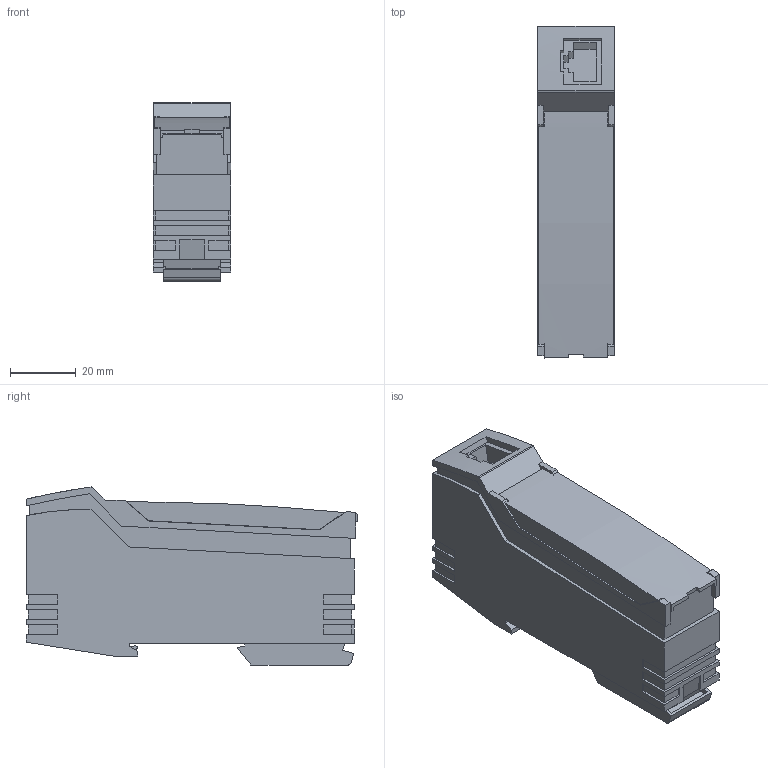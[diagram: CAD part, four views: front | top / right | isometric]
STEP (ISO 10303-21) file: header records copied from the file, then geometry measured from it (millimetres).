
FILE_DESCRIPTION(('Creo Elements/Direct Modeling STEP Export'),'2;1');
FILE_NAME('model.stp','2019-02-26T11:37:59',(''),(''),'Creo Elements/Direct Modeling STEP processor for AP214 (Solid Model)','Creo Elements/Direct Modeling 20.1A 29-Sep-2018 (C) Parametric Technology GmbH','');
FILE_SCHEMA(('AUTOMOTIVE_DESIGN { 1 0 10303 214 1 1 1 1 }'));
Length unit declared in the file: millimetre
Products named in the file (3): PP_RJ_SC-select; INJ_PP_TOP_22.5_GY7035-select; PP_RJ_SC-select.1
Assembly tree (2 placements, depth 2):
  PP_RJ_SC-select.1
    INJ_PP_TOP_22.5_GY7035-select
    PP_RJ_SC-select
Bounding box: 23.6 x 101.38 x 54.41 mm (x, y, z)
Volume: 94305.4 mm3; surface area: 23856.5 mm2
Topology: 2 solids, 2 shells, 391 faces, 1082 edges, 721 vertices
Faces by surface type: plane 344, cylinder 47
Entity records: 15402 total; most frequent: CARTESIAN_POINT 2400, ORIENTED_EDGE 2164, DIRECTION 1868, EDGE_CURVE 1082, VECTOR 870, LINE 870, VERTEX_POINT 721, AXIS2_PLACEMENT_3D 499
